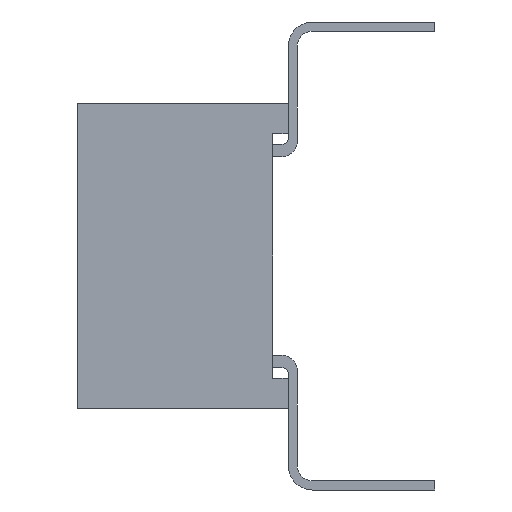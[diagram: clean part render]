
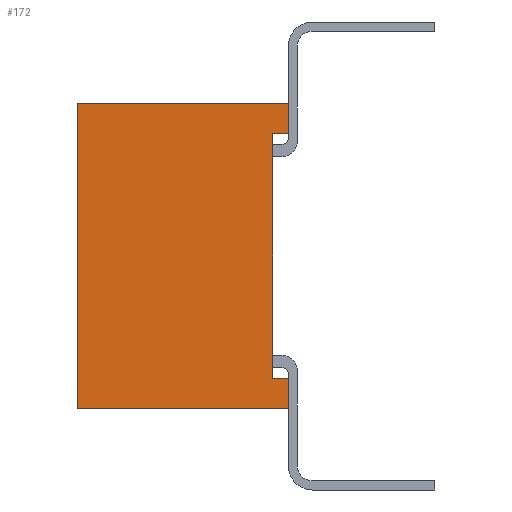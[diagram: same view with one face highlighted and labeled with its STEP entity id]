
A CAD part, left-side view. The second image highlights one B-rep face of the part: STEP entity #172.
In plain terms, the highlighted planar face has unit normal (-1, 0, 0).
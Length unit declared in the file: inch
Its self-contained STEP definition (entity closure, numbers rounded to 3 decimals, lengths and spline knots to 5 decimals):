
#172 = ADVANCED_FACE( '', ( #1524 ), #1525, .F. );
#1524 = FACE_OUTER_BOUND( '', #4356, .T. );
#1525 = PLANE( '', #4357 );
#4356 = EDGE_LOOP( '', ( #7322, #7323, #7324, #7325, #7326, #7327, #7328, #7329 ) );
#4357 = AXIS2_PLACEMENT_3D( '', #7330, #7331, #7332 );
#7322 = ORIENTED_EDGE( '', *, *, #18446, .T. );
#7323 = ORIENTED_EDGE( '', *, *, #18616, .T. );
#7324 = ORIENTED_EDGE( '', *, *, #18617, .F. );
#7325 = ORIENTED_EDGE( '', *, *, #18618, .F. );
#7326 = ORIENTED_EDGE( '', *, *, #18619, .T. );
#7327 = ORIENTED_EDGE( '', *, *, #18620, .T. );
#7328 = ORIENTED_EDGE( '', *, *, #18450, .T. );
#7329 = ORIENTED_EDGE( '', *, *, #18614, .T. );
#7330 = CARTESIAN_POINT( '', ( -1., 0.138, -0.1 ) );
#7331 = DIRECTION( '', ( 1., 0., 0. ) );
#7332 = DIRECTION( '', ( 0., 0., -1. ) );
#18446 = EDGE_CURVE( '', #22138, #22139, #22140, .T. );
#18450 = EDGE_CURVE( '', #22146, #22147, #22148, .T. );
#18614 = EDGE_CURVE( '', #22147, #22138, #22474, .T. );
#18616 = EDGE_CURVE( '', #22139, #22476, #22477, .T. );
#18617 = EDGE_CURVE( '', #22478, #22476, #22479, .T. );
#18618 = EDGE_CURVE( '', #22480, #22478, #22481, .T. );
#18619 = EDGE_CURVE( '', #22480, #22482, #22483, .T. );
#18620 = EDGE_CURVE( '', #22482, #22146, #22484, .T. );
#22138 = VERTEX_POINT( '', #28238 );
#22139 = VERTEX_POINT( '', #28239 );
#22140 = LINE( '', #28240, #28241 );
#22146 = VERTEX_POINT( '', #28250 );
#22147 = VERTEX_POINT( '', #28251 );
#22148 = LINE( '', #28252, #28253 );
#22474 = LINE( '', #28742, #28743 );
#22476 = VERTEX_POINT( '', #28746 );
#22477 = LINE( '', #28747, #28748 );
#22478 = VERTEX_POINT( '', #28749 );
#22479 = LINE( '', #28750, #28751 );
#22480 = VERTEX_POINT( '', #28752 );
#22481 = LINE( '', #28753, #28754 );
#22482 = VERTEX_POINT( '', #28755 );
#22483 = LINE( '', #28756, #28757 );
#22484 = LINE( '', #28758, #28759 );
#28238 = CARTESIAN_POINT( '', ( -1., 0.01, 0.08 ) );
#28239 = CARTESIAN_POINT( '', ( -1., 0., 0.08 ) );
#28240 = CARTESIAN_POINT( '', ( -1., 0.01, 0.08 ) );
#28241 = VECTOR( '', #37710, 39.37008 );
#28250 = CARTESIAN_POINT( '', ( -1., 0., -0.08 ) );
#28251 = CARTESIAN_POINT( '', ( -1., 0.01, -0.08 ) );
#28252 = CARTESIAN_POINT( '', ( -1., 0., -0.08 ) );
#28253 = VECTOR( '', #37714, 39.37008 );
#28742 = CARTESIAN_POINT( '', ( -1., 0.01, -0.08 ) );
#28743 = VECTOR( '', #37878, 39.37008 );
#28746 = CARTESIAN_POINT( '', ( -1., 0., 0.1 ) );
#28747 = CARTESIAN_POINT( '', ( -1., 0., -0.1 ) );
#28748 = VECTOR( '', #37880, 39.37008 );
#28749 = CARTESIAN_POINT( '', ( -1., 0.138, 0.1 ) );
#28750 = CARTESIAN_POINT( '', ( -1., 0.138, 0.1 ) );
#28751 = VECTOR( '', #37881, 39.37008 );
#28752 = CARTESIAN_POINT( '', ( -1., 0.138, -0.1 ) );
#28753 = CARTESIAN_POINT( '', ( -1., 0.138, -0.1 ) );
#28754 = VECTOR( '', #37882, 39.37008 );
#28755 = CARTESIAN_POINT( '', ( -1., 0., -0.1 ) );
#28756 = CARTESIAN_POINT( '', ( -1., 0.138, -0.1 ) );
#28757 = VECTOR( '', #37883, 39.37008 );
#28758 = CARTESIAN_POINT( '', ( -1., 0., -0.1 ) );
#28759 = VECTOR( '', #37884, 39.37008 );
#37710 = DIRECTION( '', ( 0., -1., 0. ) );
#37714 = DIRECTION( '', ( 0., 1., 0. ) );
#37878 = DIRECTION( '', ( 0., 0., 1. ) );
#37880 = DIRECTION( '', ( 0., 0., 1. ) );
#37881 = DIRECTION( '', ( 0., -1., 0. ) );
#37882 = DIRECTION( '', ( 0., 0., 1. ) );
#37883 = DIRECTION( '', ( 0., -1., 0. ) );
#37884 = DIRECTION( '', ( 0., 0., 1. ) );
